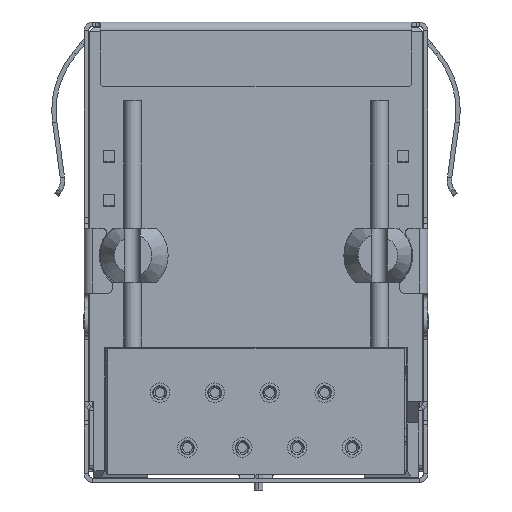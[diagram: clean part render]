
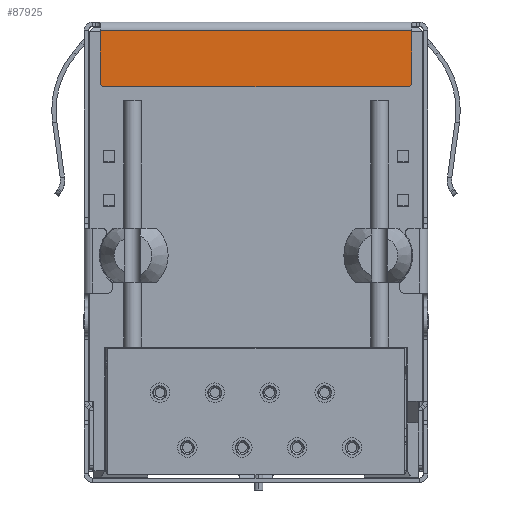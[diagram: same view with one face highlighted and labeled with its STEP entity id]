
A CAD part, front view. The second image highlights one B-rep face of the part: STEP entity #87925.
In plain terms, the highlighted planar face has unit normal (0, -1, 0).
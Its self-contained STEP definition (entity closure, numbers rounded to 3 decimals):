
#2450 = EDGE_CURVE ( 'NONE', #82075, #57253, #57005, .T. ) ;
#3883 = AXIS2_PLACEMENT_3D ( 'NONE', #75393, #84196, #68267 ) ;
#5041 = DIRECTION ( 'NONE',  ( 0., 0., -1. ) ) ;
#6371 = VERTEX_POINT ( 'NONE', #82226 ) ;
#10220 = DIRECTION ( 'NONE',  ( 1., 0., 0. ) ) ;
#10856 = EDGE_CURVE ( 'NONE', #6371, #34753, #34809, .T. ) ;
#12438 = FACE_OUTER_BOUND ( 'NONE', #16602, .T. ) ;
#14193 = AXIS2_PLACEMENT_3D ( 'NONE', #103499, #49327, #68139 ) ;
#16602 = EDGE_LOOP ( 'NONE', ( #98795, #62565, #44352, #38390, #100692, #39151 ) ) ;
#21089 = LINE ( 'NONE', #56975, #108117 ) ;
#21822 = CARTESIAN_POINT ( 'NONE',  ( 7., -6.75, 18.3 ) ) ;
#30456 = DIRECTION ( 'NONE',  ( -1., 0., 0. ) ) ;
#31067 = DIRECTION ( 'NONE',  ( 0., 0., -1. ) ) ;
#32004 = CARTESIAN_POINT ( 'NONE',  ( 7.2, -6.75, 20.9 ) ) ;
#33243 = EDGE_CURVE ( 'NONE', #74538, #34753, #104649, .T. ) ;
#34753 = VERTEX_POINT ( 'NONE', #21822 ) ;
#34809 = LINE ( 'NONE', #78389, #71569 ) ;
#38390 = ORIENTED_EDGE ( 'NONE', *, *, #94416, .F. ) ;
#39151 = ORIENTED_EDGE ( 'NONE', *, *, #33243, .F. ) ;
#41852 = EDGE_CURVE ( 'NONE', #106415, #74538, #113930, .T. ) ;
#44352 = ORIENTED_EDGE ( 'NONE', *, *, #2450, .T. ) ;
#48323 = PLANE ( 'NONE',  #3883 ) ;
#49327 = DIRECTION ( 'NONE',  ( 0., 1., 0. ) ) ;
#51695 = CARTESIAN_POINT ( 'NONE',  ( 7.2, -6.75, 18.5 ) ) ;
#54923 = DIRECTION ( 'NONE',  ( 0., 1., 0. ) ) ;
#56336 = VECTOR ( 'NONE', #5041, 1000. ) ;
#56975 = CARTESIAN_POINT ( 'NONE',  ( 7.2, -6.75, 20.9 ) ) ;
#57005 = LINE ( 'NONE', #104062, #84502 ) ;
#57253 = VERTEX_POINT ( 'NONE', #61541 ) ;
#57514 = CARTESIAN_POINT ( 'NONE',  ( -7.2, -6.75, 20.9 ) ) ;
#61541 = CARTESIAN_POINT ( 'NONE',  ( -7.2, -6.75, 18.5 ) ) ;
#62565 = ORIENTED_EDGE ( 'NONE', *, *, #84189, .T. ) ;
#68139 = DIRECTION ( 'NONE',  ( 0., 0., -1. ) ) ;
#68267 = DIRECTION ( 'NONE',  ( 0., 0., -1. ) ) ;
#70554 = CIRCLE ( 'NONE', #14193, 0.2 ) ;
#71569 = VECTOR ( 'NONE', #114888, 1000. ) ;
#74538 = VERTEX_POINT ( 'NONE', #51695 ) ;
#75393 = CARTESIAN_POINT ( 'NONE',  ( -7.95, -6.75, 21.3 ) ) ;
#76271 = CARTESIAN_POINT ( 'NONE',  ( 7.2, -6.75, 20.9 ) ) ;
#78389 = CARTESIAN_POINT ( 'NONE',  ( -7., -6.75, 18.3 ) ) ;
#82075 = VERTEX_POINT ( 'NONE', #57514 ) ;
#82226 = CARTESIAN_POINT ( 'NONE',  ( -7., -6.75, 18.3 ) ) ;
#84189 = EDGE_CURVE ( 'NONE', #106415, #82075, #21089, .T. ) ;
#84196 = DIRECTION ( 'NONE',  ( 0., -1., 0. ) ) ;
#84502 = VECTOR ( 'NONE', #31067, 1000. ) ;
#87925 = ADVANCED_FACE ( 'NONE', ( #12438 ), #48323, .T. ) ;
#94416 = EDGE_CURVE ( 'NONE', #6371, #57253, #70554, .T. ) ;
#98795 = ORIENTED_EDGE ( 'NONE', *, *, #41852, .F. ) ;
#99660 = CARTESIAN_POINT ( 'NONE',  ( 7., -6.75, 18.5 ) ) ;
#100692 = ORIENTED_EDGE ( 'NONE', *, *, #10856, .T. ) ;
#103499 = CARTESIAN_POINT ( 'NONE',  ( -7., -6.75, 18.5 ) ) ;
#104062 = CARTESIAN_POINT ( 'NONE',  ( -7.2, -6.75, 20.9 ) ) ;
#104649 = CIRCLE ( 'NONE', #115995, 0.2 ) ;
#106415 = VERTEX_POINT ( 'NONE', #32004 ) ;
#108117 = VECTOR ( 'NONE', #30456, 1000. ) ;
#113930 = LINE ( 'NONE', #76271, #56336 ) ;
#114888 = DIRECTION ( 'NONE',  ( 1., 0., 0. ) ) ;
#115995 = AXIS2_PLACEMENT_3D ( 'NONE', #99660, #54923, #10220 ) ;
